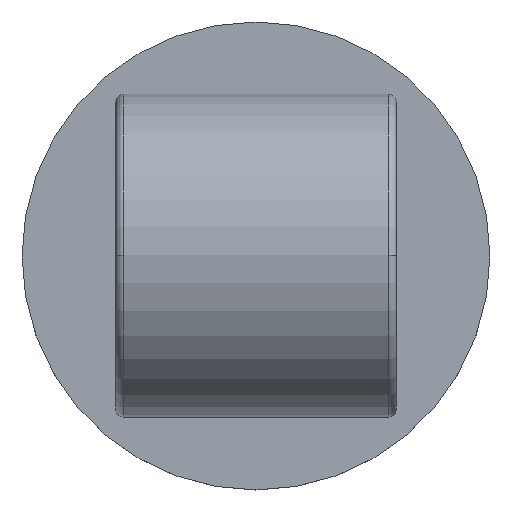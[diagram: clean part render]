
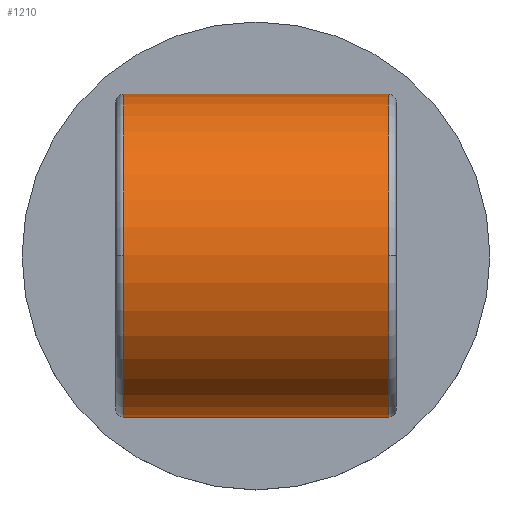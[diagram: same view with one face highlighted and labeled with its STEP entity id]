
A CAD part, top view. The second image highlights one B-rep face of the part: STEP entity #1210.
In plain terms, the highlighted cylindrical face has radius 103.462 mm (diameter 206.923 mm), a partial arc.
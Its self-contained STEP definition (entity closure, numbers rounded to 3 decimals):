
#37 = VERTEX_POINT ( 'NONE', #395 ) ;
#40 = CARTESIAN_POINT ( 'NONE',  ( 85., 103.462, 246.538 ) ) ;
#58 = DIRECTION ( 'NONE',  ( 1., 0., 0. ) ) ;
#60 = DIRECTION ( 'NONE',  ( 1., 0., 0. ) ) ;
#61 = ORIENTED_EDGE ( 'NONE', *, *, #300, .T. ) ;
#65 = VECTOR ( 'NONE', #60, 1000. ) ;
#90 = AXIS2_PLACEMENT_3D ( 'NONE', #126, #812, #829 ) ;
#122 = ORIENTED_EDGE ( 'NONE', *, *, #1149, .F. ) ;
#126 = CARTESIAN_POINT ( 'NONE',  ( -85., 0., 246.538 ) ) ;
#219 = DIRECTION ( 'NONE',  ( 0., -0.967, 0.257 ) ) ;
#236 = DIRECTION ( 'NONE',  ( 1., 0., 0. ) ) ;
#244 = EDGE_CURVE ( 'NONE', #589, #1126, #440, .T. ) ;
#252 = ORIENTED_EDGE ( 'NONE', *, *, #599, .F. ) ;
#256 = CARTESIAN_POINT ( 'NONE',  ( -85., -103.462, 246.538 ) ) ;
#300 = EDGE_CURVE ( 'NONE', #962, #333, #851, .T. ) ;
#308 = CARTESIAN_POINT ( 'NONE',  ( -85., 0., 246.538 ) ) ;
#325 = FACE_OUTER_BOUND ( 'NONE', #583, .T. ) ;
#333 = VERTEX_POINT ( 'NONE', #490 ) ;
#360 = VECTOR ( 'NONE', #58, 1000. ) ;
#388 = DIRECTION ( 'NONE',  ( 0., -0.967, 0.257 ) ) ;
#395 = CARTESIAN_POINT ( 'NONE',  ( -85., 103.462, 246.538 ) ) ;
#401 = AXIS2_PLACEMENT_3D ( 'NONE', #856, #566, #388 ) ;
#425 = CARTESIAN_POINT ( 'NONE',  ( -85., 0., 350. ) ) ;
#440 = CIRCLE ( 'NONE', #401, 103.462 ) ;
#443 = CIRCLE ( 'NONE', #90, 103.462 ) ;
#490 = CARTESIAN_POINT ( 'NONE',  ( 85., -103.462, 246.538 ) ) ;
#521 = EDGE_CURVE ( 'NONE', #962, #870, #443, .T. ) ;
#532 = ORIENTED_EDGE ( 'NONE', *, *, #521, .F. ) ;
#540 = ORIENTED_EDGE ( 'NONE', *, *, #244, .F. ) ;
#561 = AXIS2_PLACEMENT_3D ( 'NONE', #308, #963, #219 ) ;
#566 = DIRECTION ( 'NONE',  ( 1., 0., 0. ) ) ;
#583 = EDGE_LOOP ( 'NONE', ( #252, #1080, #532, #61, #122, #540 ) ) ;
#589 = VERTEX_POINT ( 'NONE', #40 ) ;
#599 = EDGE_CURVE ( 'NONE', #37, #589, #910, .T. ) ;
#642 = CIRCLE ( 'NONE', #806, 103.462 ) ;
#759 = CARTESIAN_POINT ( 'NONE',  ( -75., -103.462, 246.538 ) ) ;
#788 = EDGE_CURVE ( 'NONE', #870, #37, #960, .T. ) ;
#805 = DIRECTION ( 'NONE',  ( 0., -1., 0. ) ) ;
#806 = AXIS2_PLACEMENT_3D ( 'NONE', #811, #236, #893 ) ;
#811 = CARTESIAN_POINT ( 'NONE',  ( 85., 0., 246.538 ) ) ;
#812 = DIRECTION ( 'NONE',  ( -1., 0., 0. ) ) ;
#829 = DIRECTION ( 'NONE',  ( 0., -0.967, 0.257 ) ) ;
#851 = LINE ( 'NONE', #759, #65 ) ;
#856 = CARTESIAN_POINT ( 'NONE',  ( 85., 0., 246.538 ) ) ;
#870 = VERTEX_POINT ( 'NONE', #425 ) ;
#893 = DIRECTION ( 'NONE',  ( 0., -0.967, 0.257 ) ) ;
#894 = AXIS2_PLACEMENT_3D ( 'NONE', #1165, #1183, #805 ) ;
#910 = LINE ( 'NONE', #1085, #360 ) ;
#960 = CIRCLE ( 'NONE', #561, 103.462 ) ;
#962 = VERTEX_POINT ( 'NONE', #256 ) ;
#963 = DIRECTION ( 'NONE',  ( -1., 0., 0. ) ) ;
#964 = CARTESIAN_POINT ( 'NONE',  ( 85., 0., 350. ) ) ;
#992 = CYLINDRICAL_SURFACE ( 'NONE', #894, 103.462 ) ;
#1080 = ORIENTED_EDGE ( 'NONE', *, *, #788, .F. ) ;
#1085 = CARTESIAN_POINT ( 'NONE',  ( -75., 103.462, 246.538 ) ) ;
#1126 = VERTEX_POINT ( 'NONE', #964 ) ;
#1149 = EDGE_CURVE ( 'NONE', #1126, #333, #642, .T. ) ;
#1165 = CARTESIAN_POINT ( 'NONE',  ( -75., 0., 246.538 ) ) ;
#1183 = DIRECTION ( 'NONE',  ( 1., 0., 0. ) ) ;
#1210 = ADVANCED_FACE ( 'NONE', ( #325 ), #992, .T. ) ;
